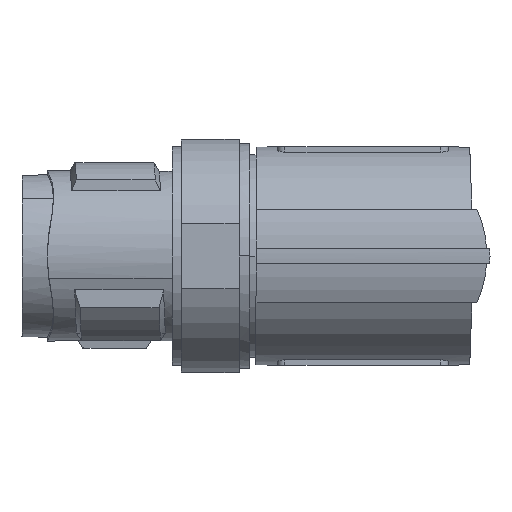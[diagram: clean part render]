
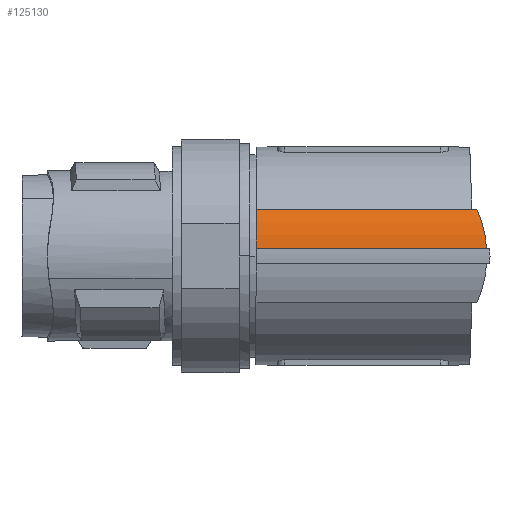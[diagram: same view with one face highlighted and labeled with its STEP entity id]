
A CAD part, left-side view. The second image highlights one B-rep face of the part: STEP entity #125130.
In plain terms, the highlighted cylindrical face has radius 7.3 mm (diameter 14.6 mm), a partial arc.
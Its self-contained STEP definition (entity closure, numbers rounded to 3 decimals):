
#60350=CARTESIAN_POINT('',(-35.405,8.5,
2.996));
#60360=VERTEX_POINT('',#60350);
#60390=CARTESIAN_POINT('',(-28.75,8.5,-0.004)
);
#60400=DIRECTION('',(0.,1.,
0.));
#60410=DIRECTION('',(1.,0.,0.));
#60420=AXIS2_PLACEMENT_3D('',#60390,#60400,#60410);
#60430=CIRCLE('',#60420,7.3);
#60440=CARTESIAN_POINT('',(-36.033,8.5,
0.496));
#60450=VERTEX_POINT('',#60440);
#60460=EDGE_CURVE('',#60450,#60360,#60430,.T.);
#124470=CARTESIAN_POINT('',(-35.405,-5.655,
2.996));
#124480=VERTEX_POINT('',#124470);
#124510=CARTESIAN_POINT('',(-35.405,8.5,
2.996));
#124520=DIRECTION('',(0.,-1.,
0.));
#124530=VECTOR('',#124520,1.);
#124540=LINE('',#124510,#124530);
#124550=EDGE_CURVE('',#60360,#124480,#124540,.T.);
#124740=CARTESIAN_POINT('',(-36.033,-6.283,
0.496));
#124750=VERTEX_POINT('',#124740);
#124780=CARTESIAN_POINT('',(-28.75,1.,-0.004
));
#124790=DIRECTION('',(0.707,-0.707,
0.));
#124800=DIRECTION('',(0.707,0.707,
0.));
#124810=AXIS2_PLACEMENT_3D('',#124780,#124790,#124800);
#124820=ELLIPSE('',#124810,10.324,7.3);
#124830=EDGE_CURVE('',#124480,#124750,#124820,.T.);
#124970=CARTESIAN_POINT('',(-28.75,8.5,-0.004
));
#124980=DIRECTION('',(0.,-1.,
0.));
#124990=DIRECTION('',(1.,0.,0.));
#125000=AXIS2_PLACEMENT_3D('',#124970,#124980,#124990);
#125010=CYLINDRICAL_SURFACE('',#125000,7.3);
#125020=ORIENTED_EDGE('',*,*,#124830,.F.);
#125030=CARTESIAN_POINT('',(-36.033,8.5,
0.496));
#125040=DIRECTION('',(0.,-1.,
0.));
#125050=VECTOR('',#125040,1.);
#125060=LINE('',#125030,#125050);
#125070=EDGE_CURVE('',#60450,#124750,#125060,.T.);
#125080=ORIENTED_EDGE('',*,*,#125070,.T.);
#125090=ORIENTED_EDGE('',*,*,#60460,.F.);
#125100=ORIENTED_EDGE('',*,*,#124550,.F.);
#125110=EDGE_LOOP('',(#125100,#125090,#125080,#125020));
#125120=FACE_OUTER_BOUND('',#125110,.T.);
#125130=ADVANCED_FACE('',(#125120),#125010,.T.);
